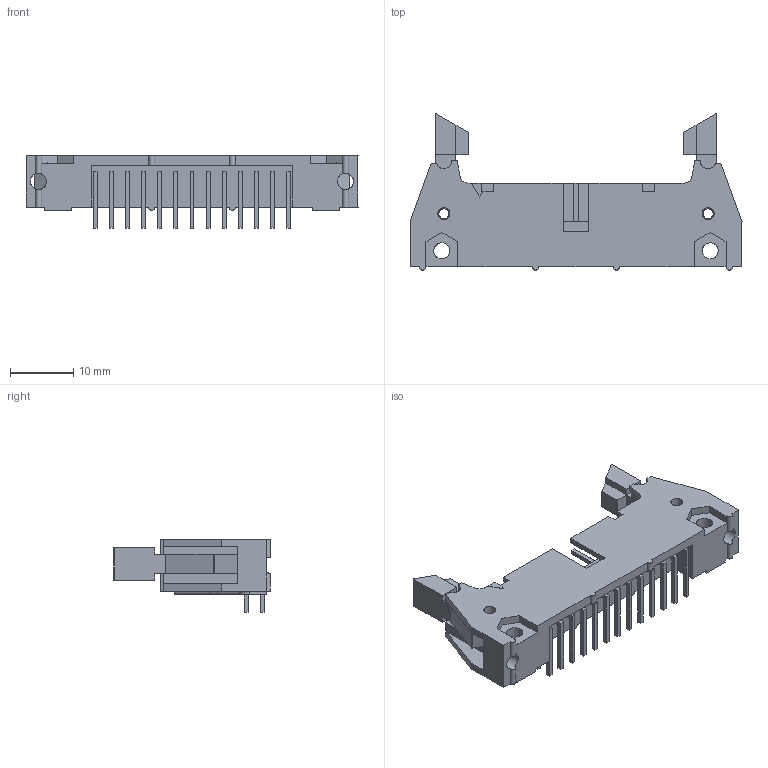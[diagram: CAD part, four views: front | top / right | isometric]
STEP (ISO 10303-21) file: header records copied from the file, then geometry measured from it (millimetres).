
FILE_DESCRIPTION(/* description */ (''),/* implementation_level */ '2;1');
FILE_NAME(/* name */ '3M_N3429-5202RB_a.stp',/* time_stamp */ '2016-02-23T17:17:25+01:00',/* author */ ('riccim'),/* organization */ (''),/* preprocessor_version */ 'ST-DEVELOPER v15.5',/* originating_system */ 'AutoCAD Mechanical',/* authorisation */ '');
FILE_SCHEMA (('AUTOMOTIVE_DESIGN { 1 0 10303 214 3 1 1 }'));
Length unit declared in the file: millimetre
Products named in the file (1): Product
Bounding box: 52.32 x 24.64 x 11.48 mm (x, y, z)
Volume: 3325.3 mm3; surface area: 5385 mm2
Topology: 55 solids, 55 shells, 559 faces, 1375 edges, 924 vertices
Faces by surface type: plane 489, cylinder 42, bspline 28
Full cylindrical faces by diameter (mm): 1.905 x4, 2.54 x4
Entity records: 18211 total; most frequent: CARTESIAN_POINT 5863, ORIENTED_EDGE 2734, DIRECTION 2016, EDGE_CURVE 1367, VERTEX_POINT 924, LINE 880, VECTOR 880, EDGE_LOOP 585
